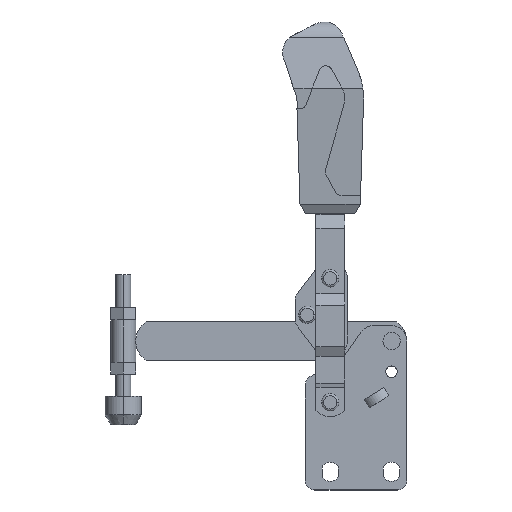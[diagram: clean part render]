
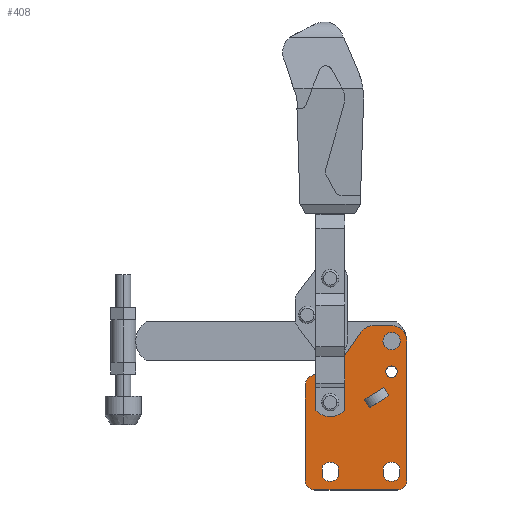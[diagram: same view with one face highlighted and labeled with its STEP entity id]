
A CAD part, top view. The second image highlights one B-rep face of the part: STEP entity #408.
In plain terms, the highlighted planar face has unit normal (0, 0, 1).
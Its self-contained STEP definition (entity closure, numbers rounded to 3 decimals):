
#408=ADVANCED_FACE('NONE',(#1141,#1142,#1143,#1144,#1145,#1146,#1147),#1148,.T.);
#1141=FACE_OUTER_BOUND('',#2254,.T.);
#1142=FACE_BOUND('',#2255,.T.);
#1143=FACE_BOUND('',#2256,.T.);
#1144=FACE_BOUND('',#2257,.T.);
#1145=FACE_BOUND('',#2258,.T.);
#1146=FACE_BOUND('',#2259,.T.);
#1147=FACE_BOUND('',#2260,.T.);
#1148=PLANE('',#2261);
#2254=EDGE_LOOP('',(#3418,#3419,#3420,#3421,#3422,#3423,#3424,#3425,#3426,#3427,#3428,#3429));
#2255=EDGE_LOOP('',(#3430,#3431));
#2256=EDGE_LOOP('',(#3432,#3433));
#2257=EDGE_LOOP('',(#3434,#3435,#3436,#3437));
#2258=EDGE_LOOP('',(#3438,#3439,#3440,#3441));
#2259=EDGE_LOOP('',(#3442,#3443));
#2260=EDGE_LOOP('',(#3444,#3445,#3446,#3447));
#2261=AXIS2_PLACEMENT_3D('',#3448,#3449,#3450);
#3418=ORIENTED_EDGE('',*,*,#6405,.T.);
#3419=ORIENTED_EDGE('',*,*,#6406,.T.);
#3420=ORIENTED_EDGE('',*,*,#6407,.T.);
#3421=ORIENTED_EDGE('',*,*,#6408,.T.);
#3422=ORIENTED_EDGE('',*,*,#6409,.T.);
#3423=ORIENTED_EDGE('',*,*,#6410,.T.);
#3424=ORIENTED_EDGE('',*,*,#6411,.T.);
#3425=ORIENTED_EDGE('',*,*,#6412,.T.);
#3426=ORIENTED_EDGE('',*,*,#6413,.T.);
#3427=ORIENTED_EDGE('',*,*,#6414,.F.);
#3428=ORIENTED_EDGE('',*,*,#6415,.T.);
#3429=ORIENTED_EDGE('',*,*,#6416,.T.);
#3430=ORIENTED_EDGE('',*,*,#6325,.T.);
#3431=ORIENTED_EDGE('',*,*,#6417,.T.);
#3432=ORIENTED_EDGE('',*,*,#6335,.T.);
#3433=ORIENTED_EDGE('',*,*,#6418,.T.);
#3434=ORIENTED_EDGE('',*,*,#6419,.F.);
#3435=ORIENTED_EDGE('',*,*,#6420,.F.);
#3436=ORIENTED_EDGE('',*,*,#6421,.F.);
#3437=ORIENTED_EDGE('',*,*,#6422,.F.);
#3438=ORIENTED_EDGE('',*,*,#6423,.F.);
#3439=ORIENTED_EDGE('',*,*,#6424,.F.);
#3440=ORIENTED_EDGE('',*,*,#6425,.F.);
#3441=ORIENTED_EDGE('',*,*,#6426,.F.);
#3442=ORIENTED_EDGE('',*,*,#6353,.F.);
#3443=ORIENTED_EDGE('',*,*,#6427,.F.);
#3444=ORIENTED_EDGE('',*,*,#6401,.F.);
#3445=ORIENTED_EDGE('',*,*,#6428,.T.);
#3446=ORIENTED_EDGE('',*,*,#6399,.T.);
#3447=ORIENTED_EDGE('',*,*,#6429,.F.);
#3448=CARTESIAN_POINT('',(-8.0,-40.7,7.0));
#3449=DIRECTION('',(0.0,0.0,1.0));
#3450=DIRECTION('',(1.0,0.0,0.0));
#6325=EDGE_CURVE('NONE',#7508,#7506,#7509,.T.);
#6335=EDGE_CURVE('NONE',#7526,#7524,#7527,.T.);
#6353=EDGE_CURVE('NONE',#7557,#7558,#7559,.T.);
#6399=EDGE_CURVE('NONE',#7641,#7638,#7642,.T.);
#6401=EDGE_CURVE('NONE',#7643,#7639,#7645,.T.);
#6405=EDGE_CURVE('NONE',#7649,#7650,#7651,.T.);
#6406=EDGE_CURVE('NONE',#7650,#7652,#7653,.T.);
#6407=EDGE_CURVE('NONE',#7652,#7654,#7655,.T.);
#6408=EDGE_CURVE('NONE',#7654,#7656,#7657,.T.);
#6409=EDGE_CURVE('NONE',#7656,#7658,#7659,.T.);
#6410=EDGE_CURVE('NONE',#7658,#7660,#7661,.T.);
#6411=EDGE_CURVE('NONE',#7660,#7662,#7663,.T.);
#6412=EDGE_CURVE('NONE',#7662,#7664,#7665,.T.);
#6413=EDGE_CURVE('NONE',#7664,#7666,#7667,.T.);
#6414=EDGE_CURVE('NONE',#7668,#7666,#7669,.T.);
#6415=EDGE_CURVE('NONE',#7668,#7670,#7671,.T.);
#6416=EDGE_CURVE('NONE',#7670,#7649,#7672,.T.);
#6417=EDGE_CURVE('NONE',#7506,#7508,#7673,.T.);
#6418=EDGE_CURVE('NONE',#7524,#7526,#7674,.T.);
#6419=EDGE_CURVE('NONE',#7675,#7676,#7677,.T.);
#6420=EDGE_CURVE('NONE',#7678,#7675,#7679,.T.);
#6421=EDGE_CURVE('NONE',#7680,#7678,#7681,.T.);
#6422=EDGE_CURVE('NONE',#7676,#7680,#7682,.T.);
#6423=EDGE_CURVE('NONE',#7683,#7684,#7685,.T.);
#6424=EDGE_CURVE('NONE',#7686,#7683,#7687,.T.);
#6425=EDGE_CURVE('NONE',#7688,#7686,#7689,.T.);
#6426=EDGE_CURVE('NONE',#7684,#7688,#7690,.T.);
#6427=EDGE_CURVE('NONE',#7558,#7557,#7691,.T.);
#6428=EDGE_CURVE('NONE',#7643,#7641,#7692,.T.);
#6429=EDGE_CURVE('NONE',#7639,#7638,#7693,.T.);
#7506=VERTEX_POINT('NONE',#9220);
#7508=VERTEX_POINT('NONE',#9223);
#7509=CIRCLE('',#9224,3.0);
#7524=VERTEX_POINT('NONE',#9242);
#7526=VERTEX_POINT('NONE',#9245);
#7527=CIRCLE('',#9246,3.0);
#7557=VERTEX_POINT('NONE',#9283);
#7558=VERTEX_POINT('NONE',#9284);
#7559=CIRCLE('',#9285,3.0);
#7638=VERTEX_POINT('NONE',#9384);
#7639=VERTEX_POINT('NONE',#9385);
#7641=VERTEX_POINT('NONE',#9387);
#7642=LINE('',#9388,#9389);
#7643=VERTEX_POINT('NONE',#9390);
#7645=LINE('',#9392,#9393);
#7649=VERTEX_POINT('NONE',#9397);
#7650=VERTEX_POINT('NONE',#9398);
#7651=LINE('',#9399,#9400);
#7652=VERTEX_POINT('NONE',#9401);
#7653=CIRCLE('',#9402,5.0);
#7654=VERTEX_POINT('NONE',#9403);
#7655=LINE('',#9404,#9405);
#7656=VERTEX_POINT('NONE',#9406);
#7657=CIRCLE('',#9407,5.0);
#7658=VERTEX_POINT('NONE',#9408);
#7659=LINE('',#9409,#9410);
#7660=VERTEX_POINT('NONE',#9411);
#7661=CIRCLE('',#9412,8.0);
#7662=VERTEX_POINT('NONE',#9413);
#7663=LINE('',#9414,#9415);
#7664=VERTEX_POINT('NONE',#9416);
#7665=CIRCLE('',#9417,8.0);
#7666=VERTEX_POINT('NONE',#9418);
#7667=LINE('',#9419,#9420);
#7668=VERTEX_POINT('NONE',#9421);
#7669=CIRCLE('',#9422,10.5);
#7670=VERTEX_POINT('NONE',#9423);
#7671=LINE('',#9424,#9425);
#7672=CIRCLE('',#9426,5.0);
#7673=CIRCLE('',#9427,3.0);
#7674=CIRCLE('',#9428,3.0);
#7675=VERTEX_POINT('NONE',#9429);
#7676=VERTEX_POINT('NONE',#9430);
#7677=CIRCLE('',#9431,5.0);
#7678=VERTEX_POINT('NONE',#9432);
#7679=LINE('',#9433,#9434);
#7680=VERTEX_POINT('NONE',#9435);
#7681=CIRCLE('',#9436,5.0);
#7682=LINE('',#9437,#9438);
#7683=VERTEX_POINT('NONE',#9439);
#7684=VERTEX_POINT('NONE',#9440);
#7685=LINE('',#9441,#9442);
#7686=VERTEX_POINT('NONE',#9443);
#7687=CIRCLE('',#9444,5.0);
#7688=VERTEX_POINT('NONE',#9445);
#7689=LINE('',#9446,#9447);
#7690=CIRCLE('',#9448,5.0);
#7691=CIRCLE('',#9449,3.0);
#7692=LINE('',#9450,#9451);
#7693=LINE('',#9452,#9453);
#9220=CARTESIAN_POINT('',(35.0,16.0,7.0));
#9223=CARTESIAN_POINT('',(29.0,16.0,7.0));
#9224=AXIS2_PLACEMENT_3D('',#12254,#12255,#12256);
#9242=CARTESIAN_POINT('',(3.0,0.0,7.0));
#9245=CARTESIAN_POINT('',(-3.0,0.0,7.0));
#9246=AXIS2_PLACEMENT_3D('',#12270,#12271,#12272);
#9283=CARTESIAN_POINT('',(29.0,32.0,7.0));
#9284=CARTESIAN_POINT('',(35.0,32.0,7.0));
#9285=AXIS2_PLACEMENT_3D('',#12298,#12299,#12300);
#9384=CARTESIAN_POINT('',(30.586,3.481,7.0));
#9385=CARTESIAN_POINT('',(20.409,-2.878,7.0));
#9387=CARTESIAN_POINT('',(27.936,7.721,7.0));
#9388=CARTESIAN_POINT('',(27.936,7.721,7.0));
#9389=VECTOR('',#12381,1000.0);
#9390=CARTESIAN_POINT('',(17.759,1.362,7.0));
#9392=CARTESIAN_POINT('',(17.759,1.362,7.0));
#9393=VECTOR('',#12385,1000.0);
#9397=CARTESIAN_POINT('',(-13.0,9.1,7.0));
#9398=CARTESIAN_POINT('',(-13.0,-40.7,7.0));
#9399=CARTESIAN_POINT('',(-13.0,9.1,7.0));
#9400=VECTOR('',#12389,1000.0);
#9401=CARTESIAN_POINT('',(-8.0,-45.7,7.0));
#9402=AXIS2_PLACEMENT_3D('',#12390,#12391,#12392);
#9403=CARTESIAN_POINT('',(35.0,-45.7,7.0));
#9404=CARTESIAN_POINT('',(-8.0,-45.7,7.0));
#9405=VECTOR('',#12393,1000.0);
#9406=CARTESIAN_POINT('',(40.0,-40.7,7.0));
#9407=AXIS2_PLACEMENT_3D('',#12394,#12395,#12396);
#9408=CARTESIAN_POINT('',(40.0,32.0,7.0));
#9409=CARTESIAN_POINT('',(40.0,-40.7,7.0));
#9410=VECTOR('',#12397,1000.0);
#9411=CARTESIAN_POINT('',(32.0,40.0,7.0));
#9412=AXIS2_PLACEMENT_3D('',#12398,#12399,#12400);
#9413=CARTESIAN_POINT('',(22.5,40.0,7.0));
#9414=CARTESIAN_POINT('',(32.0,40.0,7.0));
#9415=VECTOR('',#12401,1000.0);
#9416=CARTESIAN_POINT('',(15.922,36.553,7.0));
#9417=AXIS2_PLACEMENT_3D('',#12402,#12403,#12404);
#9418=CARTESIAN_POINT('',(8.633,26.024,7.0));
#9419=CARTESIAN_POINT('',(15.922,36.553,7.0));
#9420=VECTOR('',#12405,1000.0);
#9421=CARTESIAN_POINT('',(5.412,23.002,7.0));
#9422=AXIS2_PLACEMENT_3D('',#12406,#12407,#12408);
#9423=CARTESIAN_POINT('',(-10.577,13.385,7.0));
#9424=CARTESIAN_POINT('',(5.412,23.002,7.0));
#9425=VECTOR('',#12409,1000.0);
#9426=AXIS2_PLACEMENT_3D('',#12410,#12411,#12412);
#9427=AXIS2_PLACEMENT_3D('',#12413,#12414,#12415);
#9428=AXIS2_PLACEMENT_3D('',#12416,#12417,#12418);
#9429=CARTESIAN_POINT('',(4.3,-33.649,7.0));
#9430=CARTESIAN_POINT('',(-4.3,-33.649,7.0));
#9431=AXIS2_PLACEMENT_3D('',#12419,#12420,#12421);
#9432=CARTESIAN_POINT('',(4.3,-38.751,7.0));
#9433=CARTESIAN_POINT('',(4.3,-38.751,7.0));
#9434=VECTOR('',#12422,1000.0);
#9435=CARTESIAN_POINT('',(-4.3,-38.751,7.0));
#9436=AXIS2_PLACEMENT_3D('',#12423,#12424,#12425);
#9437=CARTESIAN_POINT('',(-4.3,-33.649,7.0));
#9438=VECTOR('',#12426,1000.0);
#9439=CARTESIAN_POINT('',(27.7,-33.649,7.0));
#9440=CARTESIAN_POINT('',(27.7,-38.751,7.0));
#9441=CARTESIAN_POINT('',(27.7,-33.649,7.0));
#9442=VECTOR('',#12427,1000.0);
#9443=CARTESIAN_POINT('',(36.3,-33.649,7.0));
#9444=AXIS2_PLACEMENT_3D('',#12428,#12429,#12430);
#9445=CARTESIAN_POINT('',(36.3,-38.751,7.0));
#9446=CARTESIAN_POINT('',(36.3,-38.751,7.0));
#9447=VECTOR('',#12431,1000.0);
#9448=AXIS2_PLACEMENT_3D('',#12432,#12433,#12434);
#9449=AXIS2_PLACEMENT_3D('',#12435,#12436,#12437);
#9450=CARTESIAN_POINT('',(17.759,1.362,7.0));
#9451=VECTOR('',#12438,1000.0);
#9452=CARTESIAN_POINT('',(20.409,-2.878,7.0));
#9453=VECTOR('',#12439,1000.0);
#12254=CARTESIAN_POINT('',(32.0,16.0,7.0));
#12255=DIRECTION('',(0.0,0.0,-1.0));
#12256=DIRECTION('',(1.0,0.0,0.0));
#12270=CARTESIAN_POINT('',(0.0,0.0,7.0));
#12271=DIRECTION('',(0.0,0.0,-1.0));
#12272=DIRECTION('',(1.0,0.0,0.0));
#12298=CARTESIAN_POINT('',(32.0,32.0,7.0));
#12299=DIRECTION('',(0.0,0.0,1.0));
#12300=DIRECTION('',(1.0,0.0,0.0));
#12381=DIRECTION('',(0.53,-0.848,0.0));
#12385=DIRECTION('',(0.53,-0.848,0.0));
#12389=DIRECTION('',(0.0,-1.0,0.0));
#12390=CARTESIAN_POINT('',(-8.0,-40.7,7.0));
#12391=DIRECTION('',(0.0,0.0,1.0));
#12392=DIRECTION('',(1.0,0.0,0.0));
#12393=DIRECTION('',(1.0,0.0,0.0));
#12394=CARTESIAN_POINT('',(35.0,-40.7,7.0));
#12395=DIRECTION('',(0.0,0.0,1.0));
#12396=DIRECTION('',(1.0,0.0,0.0));
#12397=DIRECTION('',(0.0,1.0,0.0));
#12398=CARTESIAN_POINT('',(32.0,32.0,7.0));
#12399=DIRECTION('',(0.0,0.0,1.0));
#12400=DIRECTION('',(1.0,0.0,0.0));
#12401=DIRECTION('',(-1.0,0.0,0.0));
#12402=CARTESIAN_POINT('',(22.5,32.0,7.0));
#12403=DIRECTION('',(0.0,0.0,1.0));
#12404=DIRECTION('',(1.0,0.0,0.0));
#12405=DIRECTION('',(-0.569,-0.822,0.0));
#12406=CARTESIAN_POINT('',(0.0,32.0,7.0));
#12407=DIRECTION('',(0.0,0.0,1.0));
#12408=DIRECTION('',(1.0,0.0,0.0));
#12409=DIRECTION('',(-0.857,-0.515,0.0));
#12410=CARTESIAN_POINT('',(-8.0,9.1,7.0));
#12411=DIRECTION('',(0.0,0.0,1.0));
#12412=DIRECTION('',(1.0,0.0,0.0));
#12413=CARTESIAN_POINT('',(32.0,16.0,7.0));
#12414=DIRECTION('',(0.0,0.0,-1.0));
#12415=DIRECTION('',(1.0,0.0,0.0));
#12416=CARTESIAN_POINT('',(0.0,0.0,7.0));
#12417=DIRECTION('',(0.0,0.0,-1.0));
#12418=DIRECTION('',(1.0,0.0,0.0));
#12419=CARTESIAN_POINT('',(0.0,-36.2,7.0));
#12420=DIRECTION('',(0.0,0.0,1.0));
#12421=DIRECTION('',(1.0,0.0,0.0));
#12422=DIRECTION('',(0.0,1.0,0.0));
#12423=CARTESIAN_POINT('',(0.0,-36.2,7.0));
#12424=DIRECTION('',(0.0,0.0,1.0));
#12425=DIRECTION('',(1.0,0.0,0.0));
#12426=DIRECTION('',(0.0,-1.0,0.0));
#12427=DIRECTION('',(0.0,-1.0,0.0));
#12428=CARTESIAN_POINT('',(32.0,-36.2,7.0));
#12429=DIRECTION('',(0.0,0.0,1.0));
#12430=DIRECTION('',(1.0,0.0,0.0));
#12431=DIRECTION('',(0.0,1.0,0.0));
#12432=CARTESIAN_POINT('',(32.0,-36.2,7.0));
#12433=DIRECTION('',(0.0,0.0,1.0));
#12434=DIRECTION('',(1.0,0.0,0.0));
#12435=CARTESIAN_POINT('',(32.0,32.0,7.0));
#12436=DIRECTION('',(0.0,0.0,1.0));
#12437=DIRECTION('',(1.0,0.0,0.0));
#12438=DIRECTION('',(0.848,0.53,0.));
#12439=DIRECTION('',(0.848,0.53,0.));
